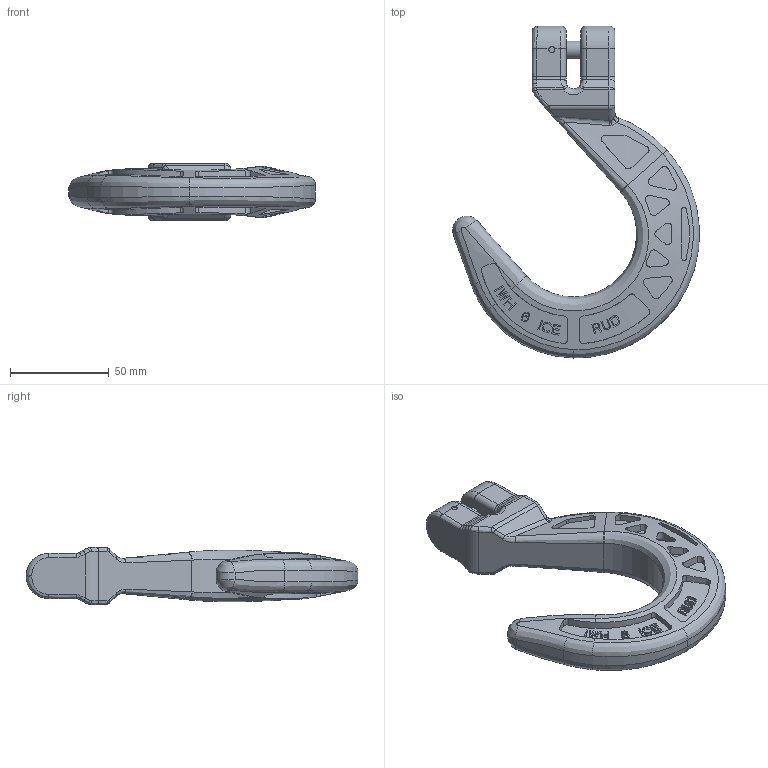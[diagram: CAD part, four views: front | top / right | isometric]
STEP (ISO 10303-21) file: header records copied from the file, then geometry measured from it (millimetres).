
FILE_DESCRIPTION((''),'2;1');
FILE_NAME('001-M34845-P-4','2016-06-13T',('Andreas.Wendler'),(''),'PRO/ENGINEER BY PARAMETRIC TECHNOLOGY CORPORATION, 2010140','PRO/ENGINEER BY PARAMETRIC TECHNOLOGY CORPORATION, 2010140','');
FILE_SCHEMA(('CONFIG_CONTROL_DESIGN'));
Length unit declared in the file: millimetre
Products named in the file (1): 001-M34845-P-4
Bounding box: 125.3 x 168.49 x 29 mm (x, y, z)
Volume: 148520 mm3; surface area: 31651.7 mm2
Topology: 1 solids, 1 shells, 525 faces, 1382 edges, 888 vertices
Faces by surface type: plane 296, cylinder 107, bspline 70, cone 31, torus 11, sphere 8, extrusion 2
Entity records: 24775 total; most frequent: CARTESIAN_POINT 13598, ORIENTED_EDGE 2764, DIRECTION 1603, EDGE_CURVE 1382, VERTEX_POINT 888, B_SPLINE_CURVE_WITH_KNOTS 827, AXIS2_PLACEMENT_3D 591, EDGE_LOOP 556
